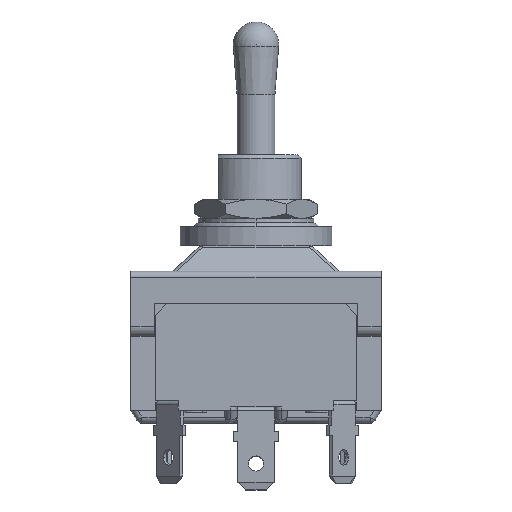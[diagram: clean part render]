
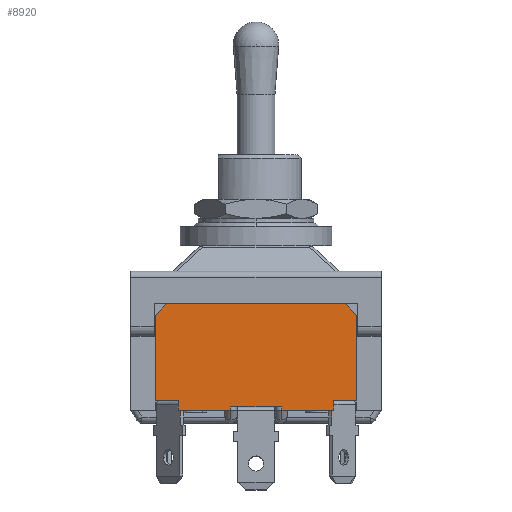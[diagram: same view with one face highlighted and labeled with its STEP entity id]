
A CAD part, top view. The second image highlights one B-rep face of the part: STEP entity #8920.
In plain terms, the highlighted planar face has unit normal (0, 0, 1).
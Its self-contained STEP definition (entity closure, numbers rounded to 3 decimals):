
#193 = DIRECTION ( 'NONE',  ( 0., -1., 0. ) ) ;
#264 = VERTEX_POINT ( 'NONE', #1594 ) ;
#276 = CARTESIAN_POINT ( 'NONE',  ( 10.246, -16.3, 18.2 ) ) ;
#457 = AXIS2_PLACEMENT_3D ( 'NONE', #4130, #4376, #8281 ) ;
#469 = DIRECTION ( 'NONE',  ( 0., -1., 0. ) ) ;
#506 = CARTESIAN_POINT ( 'NONE',  ( 10.246, -16.3, 18.2 ) ) ;
#554 = VECTOR ( 'NONE', #1491, 1000. ) ;
#767 = VERTEX_POINT ( 'NONE', #10338 ) ;
#822 = DIRECTION ( 'NONE',  ( 0., 1., 0. ) ) ;
#873 = EDGE_CURVE ( 'NONE', #9578, #9747, #10732, .T. ) ;
#1125 = CARTESIAN_POINT ( 'NONE',  ( -13.3, -5., 18.2 ) ) ;
#1227 = EDGE_CURVE ( 'NONE', #10674, #6850, #8883, .T. ) ;
#1271 = FACE_OUTER_BOUND ( 'NONE', #2580, .T. ) ;
#1278 = DIRECTION ( 'NONE',  ( 1., 0., 0. ) ) ;
#1294 = CARTESIAN_POINT ( 'NONE',  ( 3.3, -17.1, 18.2 ) ) ;
#1491 = DIRECTION ( 'NONE',  ( -1., 0., 0. ) ) ;
#1563 = ORIENTED_EDGE ( 'NONE', *, *, #12641, .F. ) ;
#1594 = CARTESIAN_POINT ( 'NONE',  ( -10.246, -17.5, 18.2 ) ) ;
#1715 = VERTEX_POINT ( 'NONE', #2762 ) ;
#1762 = VECTOR ( 'NONE', #11886, 1000. ) ;
#2041 = EDGE_CURVE ( 'NONE', #12193, #4982, #9110, .T. ) ;
#2137 = VECTOR ( 'NONE', #7640, 1000. ) ;
#2169 = EDGE_CURVE ( 'NONE', #10674, #9583, #9856, .T. ) ;
#2258 = CARTESIAN_POINT ( 'NONE',  ( -11.8, -3.5, 18.2 ) ) ;
#2261 = CARTESIAN_POINT ( 'NONE',  ( -13.3, -17.5, 18.2 ) ) ;
#2442 = CARTESIAN_POINT ( 'NONE',  ( -3.3, -17.1, 18.2 ) ) ;
#2481 = CARTESIAN_POINT ( 'NONE',  ( -3.3, -17.1, 18.2 ) ) ;
#2580 = EDGE_LOOP ( 'NONE', ( #1563, #11648, #7522, #8225, #9337, #6854, #7933, #11513, #11010, #8563, #11479, #12287, #8934, #4947 ) ) ;
#2661 = DIRECTION ( 'NONE',  ( 1., 0., 0. ) ) ;
#2762 = CARTESIAN_POINT ( 'NONE',  ( 13.3, -5., 18.2 ) ) ;
#2803 = CARTESIAN_POINT ( 'NONE',  ( 11.8, -3.5, 18.2 ) ) ;
#2892 = CARTESIAN_POINT ( 'NONE',  ( 13.3, -17.5, 18.2 ) ) ;
#3120 = EDGE_CURVE ( 'NONE', #6850, #9801, #7981, .T. ) ;
#3150 = VECTOR ( 'NONE', #1278, 1000. ) ;
#3382 = CARTESIAN_POINT ( 'NONE',  ( -10.246, -16.3, 18.2 ) ) ;
#3706 = CARTESIAN_POINT ( 'NONE',  ( 0., -17.5, 18.2 ) ) ;
#4130 = CARTESIAN_POINT ( 'NONE',  ( 0., -3.5, 18.2 ) ) ;
#4141 = DIRECTION ( 'NONE',  ( 0., 1., 0. ) ) ;
#4214 = DIRECTION ( 'NONE',  ( 0.707, 0.707, 0. ) ) ;
#4223 = LINE ( 'NONE', #276, #1762 ) ;
#4271 = VECTOR ( 'NONE', #4141, 1000. ) ;
#4376 = DIRECTION ( 'NONE',  ( 0., 0., -1. ) ) ;
#4483 = CARTESIAN_POINT ( 'NONE',  ( -3.3, -17.5, 18.2 ) ) ;
#4484 = EDGE_CURVE ( 'NONE', #767, #4982, #8713, .T. ) ;
#4541 = VERTEX_POINT ( 'NONE', #4842 ) ;
#4600 = CARTESIAN_POINT ( 'NONE',  ( -11.8, -3.5, 18.2 ) ) ;
#4628 = VECTOR ( 'NONE', #2661, 1000. ) ;
#4682 = CARTESIAN_POINT ( 'NONE',  ( 13.3, -16.3, 18.2 ) ) ;
#4768 = VECTOR ( 'NONE', #7521, 1000. ) ;
#4842 = CARTESIAN_POINT ( 'NONE',  ( 3.3, -17.1, 18.2 ) ) ;
#4947 = ORIENTED_EDGE ( 'NONE', *, *, #873, .F. ) ;
#4982 = VERTEX_POINT ( 'NONE', #9406 ) ;
#5555 = EDGE_CURVE ( 'NONE', #8561, #9801, #11945, .T. ) ;
#5603 = VECTOR ( 'NONE', #193, 1000. ) ;
#6372 = CARTESIAN_POINT ( 'NONE',  ( 0., -17.5, 18.2 ) ) ;
#6850 = VERTEX_POINT ( 'NONE', #1125 ) ;
#6854 = ORIENTED_EDGE ( 'NONE', *, *, #9850, .T. ) ;
#6889 = VECTOR ( 'NONE', #11001, 1000. ) ;
#6984 = CARTESIAN_POINT ( 'NONE',  ( -13.3, -16.3, 18.2 ) ) ;
#7122 = LINE ( 'NONE', #6372, #3150 ) ;
#7319 = CARTESIAN_POINT ( 'NONE',  ( 0., -3.5, 18.2 ) ) ;
#7364 = VECTOR ( 'NONE', #4214, 1000. ) ;
#7464 = CARTESIAN_POINT ( 'NONE',  ( 10.246, -16.3, 18.2 ) ) ;
#7521 = DIRECTION ( 'NONE',  ( 0., -1., 0. ) ) ;
#7522 = ORIENTED_EDGE ( 'NONE', *, *, #4484, .T. ) ;
#7640 = DIRECTION ( 'NONE',  ( 1., 0., 0. ) ) ;
#7714 = EDGE_CURVE ( 'NONE', #264, #9747, #7122, .T. ) ;
#7933 = ORIENTED_EDGE ( 'NONE', *, *, #10422, .T. ) ;
#7979 = VERTEX_POINT ( 'NONE', #4682 ) ;
#7981 = LINE ( 'NONE', #2258, #7364 ) ;
#8002 = CARTESIAN_POINT ( 'NONE',  ( 3.3, -17.1, 18.2 ) ) ;
#8225 = ORIENTED_EDGE ( 'NONE', *, *, #2041, .F. ) ;
#8281 = DIRECTION ( 'NONE',  ( -1., 0., 0. ) ) ;
#8561 = VERTEX_POINT ( 'NONE', #2803 ) ;
#8563 = ORIENTED_EDGE ( 'NONE', *, *, #1227, .F. ) ;
#8713 = LINE ( 'NONE', #3706, #2137 ) ;
#8883 = LINE ( 'NONE', #2261, #4271 ) ;
#8920 = ADVANCED_FACE ( 'NONE', ( #1271 ), #9027, .F. ) ;
#8934 = ORIENTED_EDGE ( 'NONE', *, *, #7714, .T. ) ;
#8986 = LINE ( 'NONE', #2892, #11757 ) ;
#9027 = PLANE ( 'NONE',  #457 ) ;
#9110 = LINE ( 'NONE', #506, #10482 ) ;
#9337 = ORIENTED_EDGE ( 'NONE', *, *, #9551, .F. ) ;
#9406 = CARTESIAN_POINT ( 'NONE',  ( 10.246, -17.5, 18.2 ) ) ;
#9476 = EDGE_CURVE ( 'NONE', #4541, #767, #9760, .T. ) ;
#9551 = EDGE_CURVE ( 'NONE', #7979, #12193, #4223, .T. ) ;
#9578 = VERTEX_POINT ( 'NONE', #2481 ) ;
#9583 = VERTEX_POINT ( 'NONE', #3382 ) ;
#9677 = CARTESIAN_POINT ( 'NONE',  ( -10.246, -16.3, 18.2 ) ) ;
#9747 = VERTEX_POINT ( 'NONE', #4483 ) ;
#9760 = LINE ( 'NONE', #8002, #5603 ) ;
#9801 = VERTEX_POINT ( 'NONE', #4600 ) ;
#9850 = EDGE_CURVE ( 'NONE', #7979, #1715, #8986, .T. ) ;
#9856 = LINE ( 'NONE', #10473, #4628 ) ;
#10282 = VECTOR ( 'NONE', #10292, 1000. ) ;
#10292 = DIRECTION ( 'NONE',  ( 0., -1., 0. ) ) ;
#10338 = CARTESIAN_POINT ( 'NONE',  ( 3.3, -17.5, 18.2 ) ) ;
#10422 = EDGE_CURVE ( 'NONE', #1715, #8561, #11128, .T. ) ;
#10473 = CARTESIAN_POINT ( 'NONE',  ( -10.246, -16.3, 18.2 ) ) ;
#10482 = VECTOR ( 'NONE', #469, 1000. ) ;
#10674 = VERTEX_POINT ( 'NONE', #6984 ) ;
#10732 = LINE ( 'NONE', #2442, #10282 ) ;
#10810 = VECTOR ( 'NONE', #12385, 1000. ) ;
#11001 = DIRECTION ( 'NONE',  ( -1., 0., 0. ) ) ;
#11010 = ORIENTED_EDGE ( 'NONE', *, *, #3120, .F. ) ;
#11081 = LINE ( 'NONE', #1294, #6889 ) ;
#11128 = LINE ( 'NONE', #12469, #10810 ) ;
#11403 = LINE ( 'NONE', #9677, #4768 ) ;
#11479 = ORIENTED_EDGE ( 'NONE', *, *, #2169, .T. ) ;
#11513 = ORIENTED_EDGE ( 'NONE', *, *, #5555, .T. ) ;
#11648 = ORIENTED_EDGE ( 'NONE', *, *, #9476, .T. ) ;
#11706 = EDGE_CURVE ( 'NONE', #9583, #264, #11403, .T. ) ;
#11757 = VECTOR ( 'NONE', #822, 1000. ) ;
#11886 = DIRECTION ( 'NONE',  ( -1., 0., 0. ) ) ;
#11945 = LINE ( 'NONE', #7319, #554 ) ;
#12193 = VERTEX_POINT ( 'NONE', #7464 ) ;
#12287 = ORIENTED_EDGE ( 'NONE', *, *, #11706, .T. ) ;
#12385 = DIRECTION ( 'NONE',  ( -0.707, 0.707, 0. ) ) ;
#12469 = CARTESIAN_POINT ( 'NONE',  ( 11.8, -3.5, 18.2 ) ) ;
#12641 = EDGE_CURVE ( 'NONE', #4541, #9578, #11081, .T. ) ;
